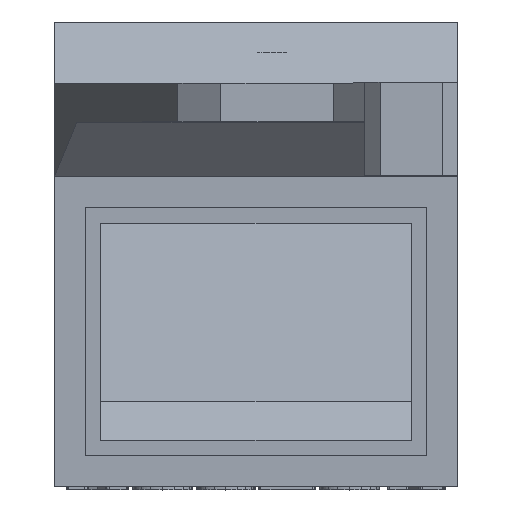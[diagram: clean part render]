
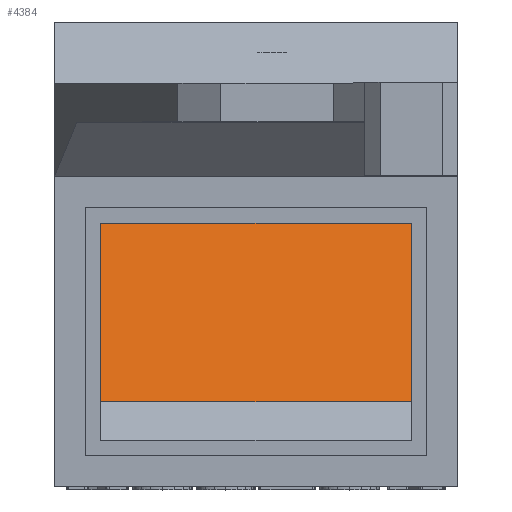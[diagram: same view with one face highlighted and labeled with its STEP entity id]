
A CAD part, top view. The second image highlights one B-rep face of the part: STEP entity #4384.
In plain terms, the highlighted planar face has unit normal (0, 0.25, 0.968).
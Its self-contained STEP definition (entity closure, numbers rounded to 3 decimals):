
#1759=ORIENTED_EDGE('',*,*,#2420,.F.);
#1760=ORIENTED_EDGE('',*,*,#2446,.F.);
#1761=ORIENTED_EDGE('',*,*,#2407,.T.);
#1762=ORIENTED_EDGE('',*,*,#2445,.F.);
#2407=EDGE_CURVE('',#2864,#2863,#3189,.T.);
#2420=EDGE_CURVE('',#2872,#2873,#3200,.T.);
#2445=EDGE_CURVE('',#2873,#2863,#3225,.T.);
#2446=EDGE_CURVE('',#2864,#2872,#3226,.T.);
#2863=VERTEX_POINT('',#7631);
#2864=VERTEX_POINT('',#7633);
#2872=VERTEX_POINT('',#7656);
#2873=VERTEX_POINT('',#7658);
#3189=LINE('',#7632,#3534);
#3200=LINE('',#7657,#3545);
#3225=LINE('',#7708,#3570);
#3226=LINE('',#7710,#3571);
#3534=VECTOR('',#4950,1000.);
#3545=VECTOR('',#4971,1000.);
#3570=VECTOR('',#5024,1000.);
#3571=VECTOR('',#5027,1000.);
#3818=EDGE_LOOP('',(#1759,#1760,#1761,#1762));
#4068=FACE_BOUND('',#3818,.T.);
#4149=PLANE('',#4494);
#4384=ADVANCED_FACE('',(#4068),#4149,.T.);
#4494=AXIS2_PLACEMENT_3D('',#7709,#5025,#5026);
#4950=DIRECTION('',(0.,-0.968,0.25));
#4971=DIRECTION('',(0.,-0.968,0.25));
#5024=DIRECTION('',(-1.,0.,0.));
#5025=DIRECTION('',(0.,0.25,0.968));
#5026=DIRECTION('',(0.,0.968,-0.25));
#5027=DIRECTION('',(1.,0.,0.));
#7631=CARTESIAN_POINT('',(-4.5,-57.275,-22.489));
#7632=CARTESIAN_POINT('',(-4.5,-45.283,-25.584));
#7633=CARTESIAN_POINT('',(-4.5,-33.29,-28.68));
#7656=CARTESIAN_POINT('',(19.5,-33.29,-28.68));
#7657=CARTESIAN_POINT('',(19.5,-45.283,-25.584));
#7658=CARTESIAN_POINT('',(19.5,-57.275,-22.489));
#7708=CARTESIAN_POINT('',(7.5,-57.275,-22.489));
#7709=CARTESIAN_POINT('',(19.501,-57.276,-22.488));
#7710=CARTESIAN_POINT('',(7.5,-33.29,-28.68));
